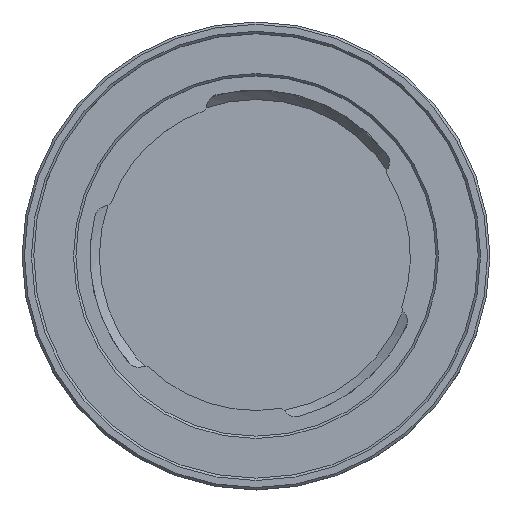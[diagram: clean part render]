
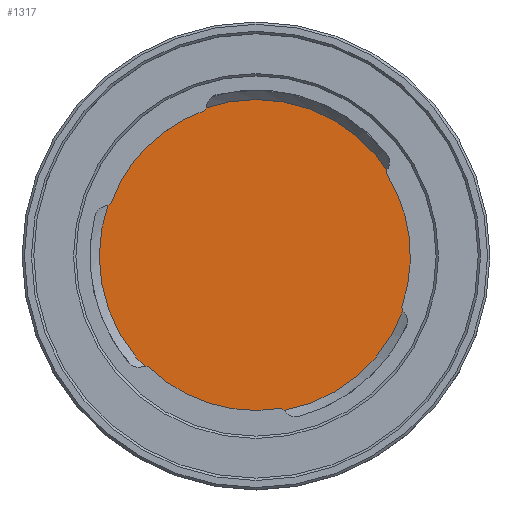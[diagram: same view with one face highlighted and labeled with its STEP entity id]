
A CAD part, top view. The second image highlights one B-rep face of the part: STEP entity #1317.
In plain terms, the highlighted planar face has unit normal (0, 0, 1).
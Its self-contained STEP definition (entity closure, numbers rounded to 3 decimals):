
#109=CIRCLE('',#1462,16.75);
#289=ORIENTED_EDGE('',*,*,#584,.T.);
#584=EDGE_CURVE('',#747,#747,#109,.T.);
#747=VERTEX_POINT('',#2144);
#1084=EDGE_LOOP('',(#289));
#1186=FACE_BOUND('',#1084,.T.);
#1249=PLANE('',#1461);
#1317=ADVANCED_FACE('',(#1186),#1249,.T.);
#1461=AXIS2_PLACEMENT_3D('',#2142,#1740,#1741);
#1462=AXIS2_PLACEMENT_3D('',#2143,#1742,#1743);
#1740=DIRECTION('',(0.,0.,1.));
#1741=DIRECTION('',(1.,0.,0.));
#1742=DIRECTION('',(0.,0.,1.));
#1743=DIRECTION('',(1.,0.,0.));
#2142=CARTESIAN_POINT('',(0.,0.,-9.75));
#2143=CARTESIAN_POINT('',(0.,0.,-9.75));
#2144=CARTESIAN_POINT('',(16.75,0.,-9.75));
